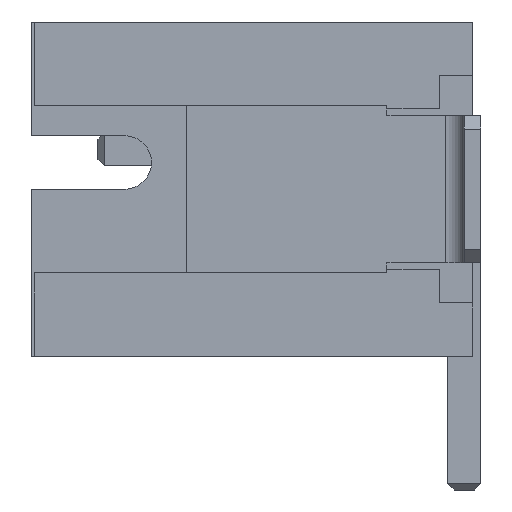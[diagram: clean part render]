
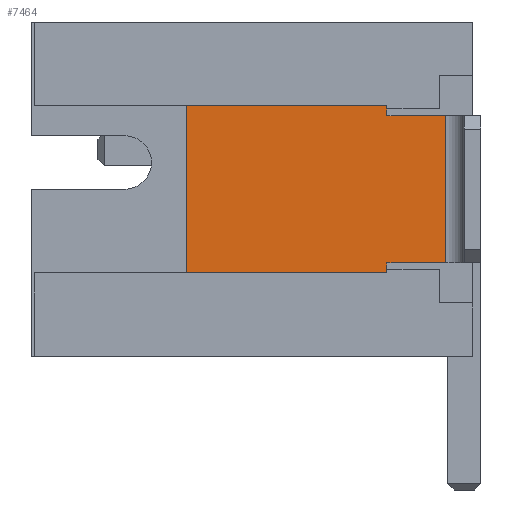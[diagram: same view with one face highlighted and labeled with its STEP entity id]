
A CAD part, left-side view. The second image highlights one B-rep face of the part: STEP entity #7464.
In plain terms, the highlighted planar face has unit normal (-1, 0, 0).
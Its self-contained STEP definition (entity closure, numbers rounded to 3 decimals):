
#97 = VERTEX_POINT ( 'NONE', #4894 ) ;
#176 = VERTEX_POINT ( 'NONE', #2376 ) ;
#198 = ORIENTED_EDGE ( 'NONE', *, *, #6615, .T. ) ;
#200 = VECTOR ( 'NONE', #4558, 1000. ) ;
#264 = LINE ( 'NONE', #6219, #2943 ) ;
#283 = CARTESIAN_POINT ( 'NONE',  ( 0.275, 1.405, 1.25 ) ) ;
#325 = DIRECTION ( 'NONE',  ( 0., 0., 1. ) ) ;
#330 = EDGE_CURVE ( 'NONE', #1800, #176, #664, .T. ) ;
#342 = EDGE_CURVE ( 'NONE', #1323, #5077, #474, .T. ) ;
#474 = LINE ( 'NONE', #1033, #3293 ) ;
#588 = ORIENTED_EDGE ( 'NONE', *, *, #6085, .T. ) ;
#626 = LINE ( 'NONE', #3302, #200 ) ;
#646 = CARTESIAN_POINT ( 'NONE',  ( 0.275, 1.405, 1.25 ) ) ;
#664 = LINE ( 'NONE', #5685, #6992 ) ;
#738 = CARTESIAN_POINT ( 'NONE',  ( 0.275, 0.525, 1.1 ) ) ;
#768 = EDGE_CURVE ( 'NONE', #3367, #3010, #3154, .T. ) ;
#783 = VECTOR ( 'NONE', #7182, 1000. ) ;
#1033 = CARTESIAN_POINT ( 'NONE',  ( 0.275, 1.405, -1.25 ) ) ;
#1323 = VERTEX_POINT ( 'NONE', #7667 ) ;
#1366 = LINE ( 'NONE', #7234, #783 ) ;
#1375 = VECTOR ( 'NONE', #2377, 1000. ) ;
#1418 = CARTESIAN_POINT ( 'NONE',  ( 0.275, 0.125, -2.5 ) ) ;
#1785 = DIRECTION ( 'NONE',  ( 0., 0., 1. ) ) ;
#1800 = VERTEX_POINT ( 'NONE', #2172 ) ;
#2103 = FACE_OUTER_BOUND ( 'NONE', #7701, .T. ) ;
#2170 = VERTEX_POINT ( 'NONE', #4540 ) ;
#2172 = CARTESIAN_POINT ( 'NONE',  ( 0.275, 4.405, 1.25 ) ) ;
#2376 = CARTESIAN_POINT ( 'NONE',  ( 0.275, 4.405, -1.25 ) ) ;
#2377 = DIRECTION ( 'NONE',  ( 0., 0., -1. ) ) ;
#2461 = LINE ( 'NONE', #3032, #5014 ) ;
#2471 = ORIENTED_EDGE ( 'NONE', *, *, #5251, .T. ) ;
#2824 = EDGE_CURVE ( 'NONE', #8499, #97, #264, .T. ) ;
#2943 = VECTOR ( 'NONE', #3480, 1000. ) ;
#3010 = VERTEX_POINT ( 'NONE', #8490 ) ;
#3032 = CARTESIAN_POINT ( 'NONE',  ( 0.275, 1.405, -1.25 ) ) ;
#3154 = LINE ( 'NONE', #8255, #1375 ) ;
#3293 = VECTOR ( 'NONE', #4926, 1000. ) ;
#3302 = CARTESIAN_POINT ( 'NONE',  ( 0.275, 1.405, -1.25 ) ) ;
#3367 = VERTEX_POINT ( 'NONE', #738 ) ;
#3419 = EDGE_CURVE ( 'NONE', #2170, #1323, #3461, .T. ) ;
#3461 = LINE ( 'NONE', #4800, #3615 ) ;
#3480 = DIRECTION ( 'NONE',  ( 0., 0., 1. ) ) ;
#3615 = VECTOR ( 'NONE', #325, 1000. ) ;
#3665 = DIRECTION ( 'NONE',  ( 0., 0., -1. ) ) ;
#3671 = VECTOR ( 'NONE', #4487, 1000. ) ;
#4135 = DIRECTION ( 'NONE',  ( 0., 1., 0. ) ) ;
#4308 = ORIENTED_EDGE ( 'NONE', *, *, #4597, .T. ) ;
#4431 = ORIENTED_EDGE ( 'NONE', *, *, #330, .T. ) ;
#4433 = CARTESIAN_POINT ( 'NONE',  ( 0.275, 1.405, -1.1 ) ) ;
#4487 = DIRECTION ( 'NONE',  ( 0., -1., 0. ) ) ;
#4540 = CARTESIAN_POINT ( 'NONE',  ( 0.275, 1.405, -1.25 ) ) ;
#4558 = DIRECTION ( 'NONE',  ( 0., -1., 0. ) ) ;
#4597 = EDGE_CURVE ( 'NONE', #4794, #1800, #5505, .T. ) ;
#4794 = VERTEX_POINT ( 'NONE', #646 ) ;
#4800 = CARTESIAN_POINT ( 'NONE',  ( 0.275, 1.405, -1.25 ) ) ;
#4885 = AXIS2_PLACEMENT_3D ( 'NONE', #1418, #6673, #5466 ) ;
#4894 = CARTESIAN_POINT ( 'NONE',  ( 0.275, 1.405, 1.2 ) ) ;
#4926 = DIRECTION ( 'NONE',  ( 0., 0., 1. ) ) ;
#5014 = VECTOR ( 'NONE', #1785, 1000. ) ;
#5077 = VERTEX_POINT ( 'NONE', #4433 ) ;
#5251 = EDGE_CURVE ( 'NONE', #97, #4794, #2461, .T. ) ;
#5340 = PLANE ( 'NONE',  #4885 ) ;
#5466 = DIRECTION ( 'NONE',  ( 0., 0., -1. ) ) ;
#5505 = LINE ( 'NONE', #283, #7248 ) ;
#5625 = CARTESIAN_POINT ( 'NONE',  ( 0.275, 1.405, 1.1 ) ) ;
#5685 = CARTESIAN_POINT ( 'NONE',  ( 0.275, 4.405, -1.25 ) ) ;
#5829 = ORIENTED_EDGE ( 'NONE', *, *, #6913, .F. ) ;
#5850 = LINE ( 'NONE', #6584, #3671 ) ;
#6085 = EDGE_CURVE ( 'NONE', #176, #2170, #626, .T. ) ;
#6219 = CARTESIAN_POINT ( 'NONE',  ( 0.275, 1.405, -1.25 ) ) ;
#6584 = CARTESIAN_POINT ( 'NONE',  ( 0.275, 1.405, -1.1 ) ) ;
#6615 = EDGE_CURVE ( 'NONE', #5077, #3010, #5850, .T. ) ;
#6667 = ORIENTED_EDGE ( 'NONE', *, *, #342, .T. ) ;
#6673 = DIRECTION ( 'NONE',  ( 1., 0., 0. ) ) ;
#6913 = EDGE_CURVE ( 'NONE', #8499, #3367, #1366, .T. ) ;
#6992 = VECTOR ( 'NONE', #3665, 1000. ) ;
#7182 = DIRECTION ( 'NONE',  ( 0., -1., 0. ) ) ;
#7234 = CARTESIAN_POINT ( 'NONE',  ( 0.275, 1.405, 1.1 ) ) ;
#7248 = VECTOR ( 'NONE', #4135, 1000. ) ;
#7452 = ORIENTED_EDGE ( 'NONE', *, *, #2824, .T. ) ;
#7464 = ADVANCED_FACE ( 'NONE', ( #2103 ), #5340, .F. ) ;
#7667 = CARTESIAN_POINT ( 'NONE',  ( 0.275, 1.405, -1.2 ) ) ;
#7701 = EDGE_LOOP ( 'NONE', ( #588, #7732, #6667, #198, #8298, #5829, #7452, #2471, #4308, #4431 ) ) ;
#7732 = ORIENTED_EDGE ( 'NONE', *, *, #3419, .T. ) ;
#8255 = CARTESIAN_POINT ( 'NONE',  ( 0.275, 0.525, -1.1 ) ) ;
#8298 = ORIENTED_EDGE ( 'NONE', *, *, #768, .F. ) ;
#8490 = CARTESIAN_POINT ( 'NONE',  ( 0.275, 0.525, -1.1 ) ) ;
#8499 = VERTEX_POINT ( 'NONE', #5625 ) ;
